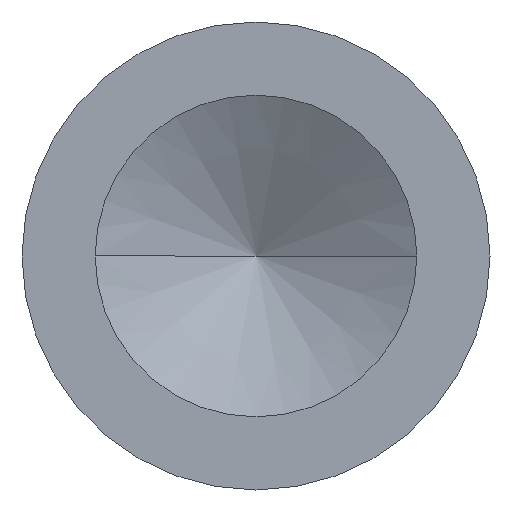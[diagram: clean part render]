
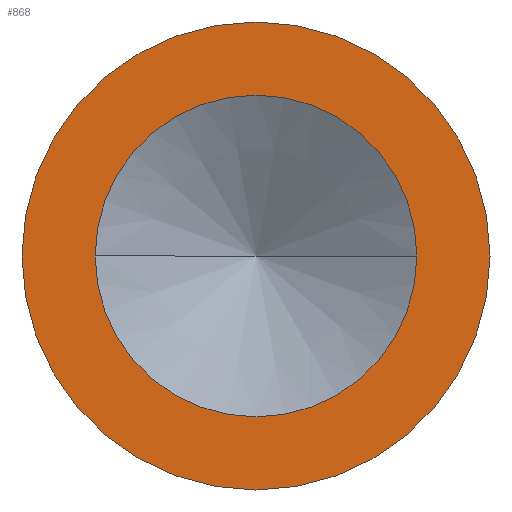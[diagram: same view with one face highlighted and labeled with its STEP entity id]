
A CAD part, front view. The second image highlights one B-rep face of the part: STEP entity #868.
In plain terms, the highlighted planar face has unit normal (0, -1, 0).
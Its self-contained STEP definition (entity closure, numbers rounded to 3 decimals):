
#94 = DIRECTION ( 'NONE',  ( 1., 0., 0. ) ) ;
#255 = EDGE_CURVE ( 'NONE', #279, #420, #396, .T. ) ;
#279 = VERTEX_POINT ( 'NONE', #465 ) ;
#310 = VERTEX_POINT ( 'NONE', #809 ) ;
#396 = CIRCLE ( 'NONE', #3041, 1.1 ) ;
#420 = VERTEX_POINT ( 'NONE', #1263 ) ;
#433 = DIRECTION ( 'NONE',  ( 1., 0., 0. ) ) ;
#460 = CIRCLE ( 'NONE', #2726, 1.6 ) ;
#465 = CARTESIAN_POINT ( 'NONE',  ( 1.1, 0., 0. ) ) ;
#620 = DIRECTION ( 'NONE',  ( 1., 0., 0. ) ) ;
#659 = CARTESIAN_POINT ( 'NONE',  ( 0., 0., 0. ) ) ;
#687 = FACE_BOUND ( 'NONE', #2671, .T. ) ;
#702 = DIRECTION ( 'NONE',  ( 0., -1., 0. ) ) ;
#809 = CARTESIAN_POINT ( 'NONE',  ( -1.6, 0., 0. ) ) ;
#859 = ORIENTED_EDGE ( 'NONE', *, *, #2232, .T. ) ;
#868 = ADVANCED_FACE ( 'NONE', ( #3772, #687 ), #1942, .T. ) ;
#930 = EDGE_CURVE ( 'NONE', #310, #2072, #1680, .T. ) ;
#1175 = AXIS2_PLACEMENT_3D ( 'NONE', #2275, #3503, #94 ) ;
#1263 = CARTESIAN_POINT ( 'NONE',  ( -1.1, 0., 0. ) ) ;
#1434 = AXIS2_PLACEMENT_3D ( 'NONE', #3864, #3907, #433 ) ;
#1638 = CARTESIAN_POINT ( 'NONE',  ( 0., 0., 0. ) ) ;
#1680 = CIRCLE ( 'NONE', #1434, 1.6 ) ;
#1897 = ORIENTED_EDGE ( 'NONE', *, *, #2629, .F. ) ;
#1940 = DIRECTION ( 'NONE',  ( 0., -1., 0. ) ) ;
#1942 = PLANE ( 'NONE',  #1175 ) ;
#2072 = VERTEX_POINT ( 'NONE', #2407 ) ;
#2210 = CIRCLE ( 'NONE', #3232, 1.1 ) ;
#2232 = EDGE_CURVE ( 'NONE', #2072, #310, #460, .T. ) ;
#2275 = CARTESIAN_POINT ( 'NONE',  ( 1.6, 0., 0. ) ) ;
#2322 = CARTESIAN_POINT ( 'NONE',  ( 0., 0., 0. ) ) ;
#2407 = CARTESIAN_POINT ( 'NONE',  ( 1.6, 0., 0. ) ) ;
#2629 = EDGE_CURVE ( 'NONE', #420, #279, #2210, .T. ) ;
#2632 = ORIENTED_EDGE ( 'NONE', *, *, #255, .F. ) ;
#2671 = EDGE_LOOP ( 'NONE', ( #2632, #1897 ) ) ;
#2709 = DIRECTION ( 'NONE',  ( 0., -1., 0. ) ) ;
#2726 = AXIS2_PLACEMENT_3D ( 'NONE', #1638, #702, #2849 ) ;
#2849 = DIRECTION ( 'NONE',  ( 1., 0., 0. ) ) ;
#2989 = EDGE_LOOP ( 'NONE', ( #859, #3448 ) ) ;
#3041 = AXIS2_PLACEMENT_3D ( 'NONE', #2322, #2709, #3918 ) ;
#3232 = AXIS2_PLACEMENT_3D ( 'NONE', #659, #1940, #620 ) ;
#3448 = ORIENTED_EDGE ( 'NONE', *, *, #930, .T. ) ;
#3503 = DIRECTION ( 'NONE',  ( 0., -1., 0. ) ) ;
#3772 = FACE_OUTER_BOUND ( 'NONE', #2989, .T. ) ;
#3864 = CARTESIAN_POINT ( 'NONE',  ( 0., 0., 0. ) ) ;
#3907 = DIRECTION ( 'NONE',  ( 0., -1., 0. ) ) ;
#3918 = DIRECTION ( 'NONE',  ( 1., 0., 0. ) ) ;
